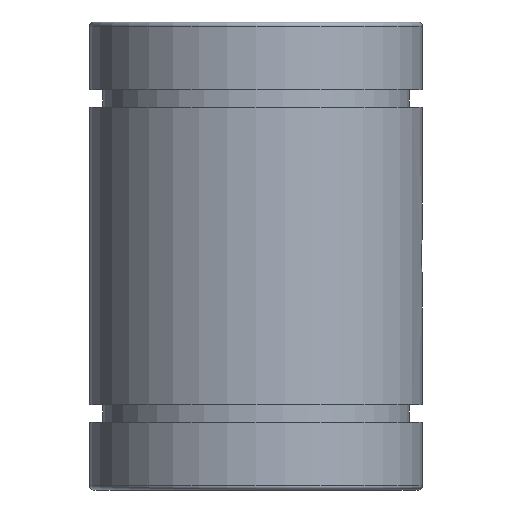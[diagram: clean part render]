
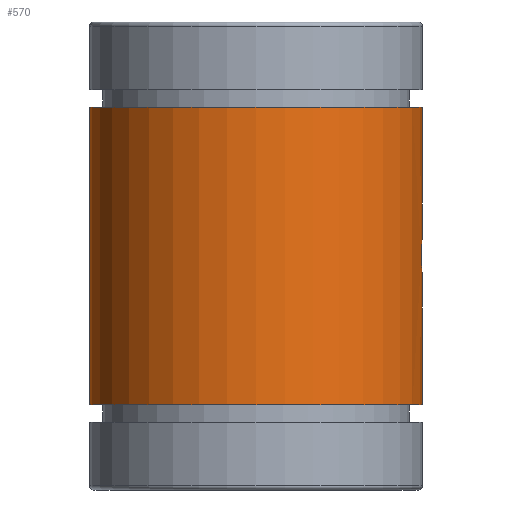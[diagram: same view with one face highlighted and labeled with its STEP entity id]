
A CAD part, left-side view. The second image highlights one B-rep face of the part: STEP entity #570.
In plain terms, the highlighted cylindrical face has radius 16 mm (diameter 32 mm), a full revolution.
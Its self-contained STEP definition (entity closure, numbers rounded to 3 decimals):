
#73=CARTESIAN_POINT('',(0.0,-16.0,20.6));
#74=VERTEX_POINT('',#73);
#75=CARTESIAN_POINT('',(0.0,-16.0,24.4));
#76=VERTEX_POINT('',#75);
#77=CARTESIAN_POINT('',(0.,-16.,20.6));
#78=CARTESIAN_POINT('',(-0.239,-16.,20.6));
#79=CARTESIAN_POINT('',(-0.493,-15.994,20.648));
#80=CARTESIAN_POINT('',(-0.961,-15.973,20.842));
#81=CARTESIAN_POINT('',(-1.175,-15.958,20.988));
#82=CARTESIAN_POINT('',(-1.512,-15.929,21.325));
#83=CARTESIAN_POINT('',(-1.658,-15.914,21.539));
#84=CARTESIAN_POINT('',(-1.852,-15.893,22.007));
#85=CARTESIAN_POINT('',(-1.9,-15.887,22.261));
#86=CARTESIAN_POINT('',(-1.9,-15.887,22.739));
#87=CARTESIAN_POINT('',(-1.852,-15.893,22.993));
#88=CARTESIAN_POINT('',(-1.658,-15.914,23.461));
#89=CARTESIAN_POINT('',(-1.512,-15.929,23.675));
#90=CARTESIAN_POINT('',(-1.175,-15.958,24.012));
#91=CARTESIAN_POINT('',(-0.961,-15.973,24.158));
#92=CARTESIAN_POINT('',(-0.493,-15.994,24.352));
#93=CARTESIAN_POINT('',(-0.239,-16.,24.4));
#94=CARTESIAN_POINT('',(0.,-16.,24.4));
#95=B_SPLINE_CURVE_WITH_KNOTS('',3,(#77,#78,#79,#80,#81,#82,#83,#84,#85,#86,#87,#88,#89,#90,#91,#92,#93,#94),.UNSPECIFIED.,.F.,.U.,(4,2,2,2,2,2,2,2,4),(0.287,0.358,0.43,0.502,0.573,0.645,0.716,0.788,0.86),.UNSPECIFIED.);
#96=EDGE_CURVE('',#74,#76,#95,.T.);
#98=CARTESIAN_POINT('',(0.,-16.,24.4));
#99=CARTESIAN_POINT('',(0.239,-16.,24.4));
#100=CARTESIAN_POINT('',(0.493,-15.994,24.352));
#101=CARTESIAN_POINT('',(0.961,-15.973,24.158));
#102=CARTESIAN_POINT('',(1.175,-15.958,24.012));
#103=CARTESIAN_POINT('',(1.512,-15.929,23.675));
#104=CARTESIAN_POINT('',(1.658,-15.914,23.461));
#105=CARTESIAN_POINT('',(1.852,-15.893,22.993));
#106=CARTESIAN_POINT('',(1.9,-15.887,22.739));
#107=CARTESIAN_POINT('',(1.9,-15.887,22.5));
#108=CARTESIAN_POINT('',(1.9,-15.887,22.261));
#109=CARTESIAN_POINT('',(1.852,-15.893,22.007));
#110=CARTESIAN_POINT('',(1.658,-15.914,21.539));
#111=CARTESIAN_POINT('',(1.512,-15.929,21.325));
#112=CARTESIAN_POINT('',(1.175,-15.958,20.988));
#113=CARTESIAN_POINT('',(0.961,-15.973,20.842));
#114=CARTESIAN_POINT('',(0.493,-15.994,20.648));
#115=CARTESIAN_POINT('',(0.239,-16.,20.6));
#116=CARTESIAN_POINT('',(0.,-16.,20.6));
#117=B_SPLINE_CURVE_WITH_KNOTS('',3,(#98,#99,#100,#101,#102,#103,#104,#105,#106,#107,#108,#109,#110,#111,#112,#113,#114,#115,#116),.UNSPECIFIED.,.F.,.U.,(4,2,2,2,3,2,2,2,4),(0.86,0.931,1.003,1.075,1.146,1.218,1.29,1.361,1.433),.UNSPECIFIED.);
#118=EDGE_CURVE('',#76,#74,#117,.T.);
#468=CARTESIAN_POINT('',(16.0,0.0,8.2));
#469=VERTEX_POINT('',#468);
#470=CARTESIAN_POINT('',(0.0,0.0,8.2));
#471=DIRECTION('',(0.0,0.0,1.0));
#472=DIRECTION('',(-1.0,0.0,0.0));
#473=AXIS2_PLACEMENT_3D('',#470,#471,#472);
#474=CIRCLE('',#473,16.0);
#475=EDGE_CURVE('',#469,#469,#474,.T.);
#500=CARTESIAN_POINT('',(16.0,0.0,36.8));
#501=VERTEX_POINT('',#500);
#502=CARTESIAN_POINT('',(0.0,0.0,36.8));
#503=DIRECTION('',(0.0,0.0,-1.0));
#504=DIRECTION('',(-1.0,0.0,0.0));
#505=AXIS2_PLACEMENT_3D('',#502,#503,#504);
#506=CIRCLE('',#505,16.0);
#507=EDGE_CURVE('',#501,#501,#506,.T.);
#555=CARTESIAN_POINT('',(0.0,0.0,0.0));
#556=DIRECTION('',(0.0,0.0,1.0));
#557=DIRECTION('',(-1.0,0.0,0.0));
#558=AXIS2_PLACEMENT_3D('',#555,#556,#557);
#559=CYLINDRICAL_SURFACE('',#558,16.0);
#560=ORIENTED_EDGE('',*,*,#475,.T.);
#561=EDGE_LOOP('',(#560));
#562=FACE_OUTER_BOUND('',#561,.T.);
#563=ORIENTED_EDGE('',*,*,#96,.T.);
#564=ORIENTED_EDGE('',*,*,#118,.T.);
#565=EDGE_LOOP('',(#563,#564));
#566=FACE_BOUND('',#565,.T.);
#567=ORIENTED_EDGE('',*,*,#507,.T.);
#568=EDGE_LOOP('',(#567));
#569=FACE_BOUND('',#568,.T.);
#570=ADVANCED_FACE('',(#562,#566,#569),#559,.T.);
